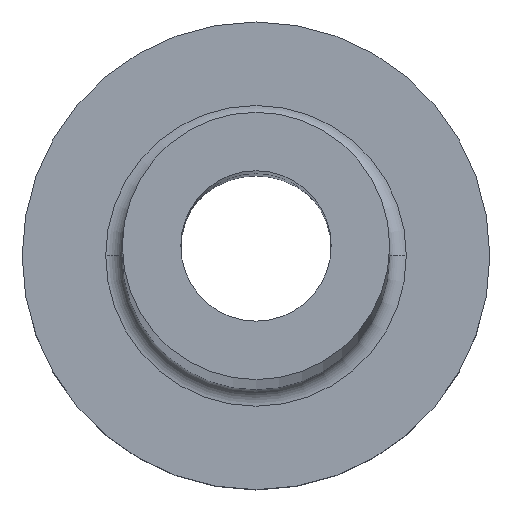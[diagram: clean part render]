
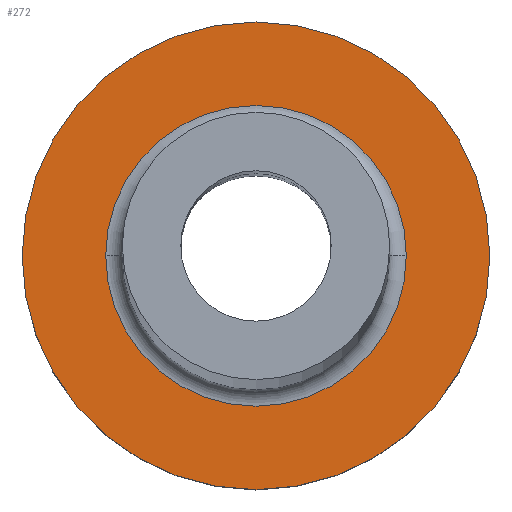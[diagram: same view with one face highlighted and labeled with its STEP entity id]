
A CAD part, top view. The second image highlights one B-rep face of the part: STEP entity #272.
In plain terms, the highlighted planar face has unit normal (0, 0, 1).
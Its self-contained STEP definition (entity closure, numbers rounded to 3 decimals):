
#4 = CARTESIAN_POINT ( 'NONE',  ( -4.5, 0., 5. ) ) ;
#21 = CARTESIAN_POINT ( 'NONE',  ( 0., 0., 5. ) ) ;
#29 = CIRCLE ( 'NONE', #286, 4.5 ) ;
#33 = DIRECTION ( 'NONE',  ( 0., 0., 1. ) ) ;
#53 = CIRCLE ( 'NONE', #121, 4.5 ) ;
#62 = AXIS2_PLACEMENT_3D ( 'NONE', #63, #157, #132 ) ;
#63 = CARTESIAN_POINT ( 'NONE',  ( 0., 0., 5. ) ) ;
#92 = ORIENTED_EDGE ( 'NONE', *, *, #226, .T. ) ;
#95 = EDGE_CURVE ( 'NONE', #134, #370, #53, .T. ) ;
#98 = CARTESIAN_POINT ( 'NONE',  ( 7., 0., 5. ) ) ;
#105 = DIRECTION ( 'NONE',  ( 1., 0., 0. ) ) ;
#121 = AXIS2_PLACEMENT_3D ( 'NONE', #253, #133, #274 ) ;
#132 = DIRECTION ( 'NONE',  ( 1., 0., 0. ) ) ;
#133 = DIRECTION ( 'NONE',  ( 0., 0., -1. ) ) ;
#134 = VERTEX_POINT ( 'NONE', #4 ) ;
#157 = DIRECTION ( 'NONE',  ( 0., 0., 1. ) ) ;
#162 = FACE_BOUND ( 'NONE', #345, .T. ) ;
#181 = CIRCLE ( 'NONE', #227, 7. ) ;
#188 = EDGE_LOOP ( 'NONE', ( #92, #393 ) ) ;
#218 = CARTESIAN_POINT ( 'NONE',  ( 4.5, 0., 5. ) ) ;
#219 = AXIS2_PLACEMENT_3D ( 'NONE', #273, #239, #456 ) ;
#226 = EDGE_CURVE ( 'NONE', #292, #334, #181, .T. ) ;
#227 = AXIS2_PLACEMENT_3D ( 'NONE', #351, #33, #307 ) ;
#239 = DIRECTION ( 'NONE',  ( 0., 0., 1. ) ) ;
#244 = EDGE_CURVE ( 'NONE', #370, #134, #29, .T. ) ;
#253 = CARTESIAN_POINT ( 'NONE',  ( 0., 0., 5. ) ) ;
#270 = PLANE ( 'NONE',  #219 ) ;
#272 = ADVANCED_FACE ( 'NONE', ( #162, #316 ), #270, .T. ) ;
#273 = CARTESIAN_POINT ( 'NONE',  ( 0., 0., 5. ) ) ;
#274 = DIRECTION ( 'NONE',  ( 1., 0., 0. ) ) ;
#286 = AXIS2_PLACEMENT_3D ( 'NONE', #21, #305, #105 ) ;
#292 = VERTEX_POINT ( 'NONE', #342 ) ;
#295 = EDGE_CURVE ( 'NONE', #334, #292, #330, .T. ) ;
#305 = DIRECTION ( 'NONE',  ( 0., 0., -1. ) ) ;
#307 = DIRECTION ( 'NONE',  ( 1., 0., 0. ) ) ;
#316 = FACE_OUTER_BOUND ( 'NONE', #188, .T. ) ;
#330 = CIRCLE ( 'NONE', #62, 7. ) ;
#334 = VERTEX_POINT ( 'NONE', #98 ) ;
#342 = CARTESIAN_POINT ( 'NONE',  ( -7., 0., 5. ) ) ;
#345 = EDGE_LOOP ( 'NONE', ( #438, #366 ) ) ;
#351 = CARTESIAN_POINT ( 'NONE',  ( 0., 0., 5. ) ) ;
#366 = ORIENTED_EDGE ( 'NONE', *, *, #95, .T. ) ;
#370 = VERTEX_POINT ( 'NONE', #218 ) ;
#393 = ORIENTED_EDGE ( 'NONE', *, *, #295, .T. ) ;
#438 = ORIENTED_EDGE ( 'NONE', *, *, #244, .T. ) ;
#456 = DIRECTION ( 'NONE',  ( 1., 0., 0. ) ) ;
